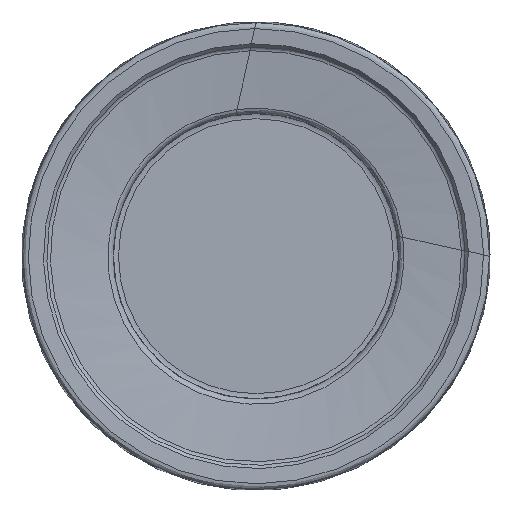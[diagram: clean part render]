
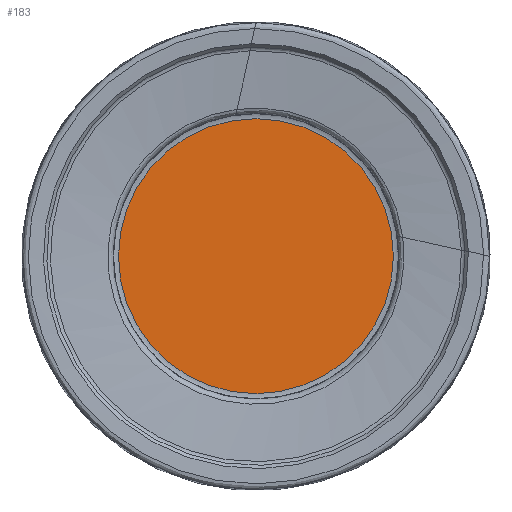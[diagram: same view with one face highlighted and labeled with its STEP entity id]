
A CAD part, left-side view. The second image highlights one B-rep face of the part: STEP entity #183.
In plain terms, the highlighted planar face has unit normal (-1, 0, 0).
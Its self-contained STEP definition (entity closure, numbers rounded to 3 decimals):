
#99=PLANE('',#774);
#183=ADVANCED_FACE('',(#241),#99,.F.);
#241=FACE_OUTER_BOUND('',#315,.T.);
#315=EDGE_LOOP('',(#524));
#366=CIRCLE('',#772,9.418);
#524=ORIENTED_EDGE('',*,*,#654,.T.);
#575=VERTEX_POINT('',#1559);
#654=EDGE_CURVE('',#575,#575,#366,.T.);
#772=AXIS2_PLACEMENT_3D('',#1558,#961,#962);
#774=AXIS2_PLACEMENT_3D('',#1561,#965,#966);
#961=DIRECTION('',(-1.,0.,0.));
#962=DIRECTION('',(0.,0.,1.));
#965=DIRECTION('',(1.,0.,0.));
#966=DIRECTION('',(0.,0.,-1.));
#1558=CARTESIAN_POINT('',(2.,0.,0.));
#1559=CARTESIAN_POINT('',(2.,0.,9.418));
#1561=CARTESIAN_POINT('',(2.,0.,0.));
